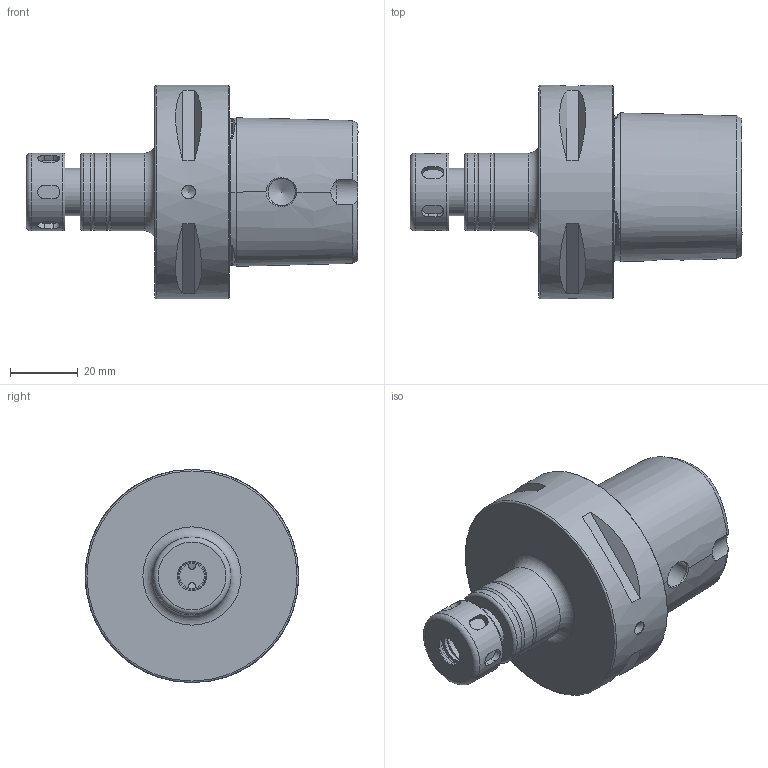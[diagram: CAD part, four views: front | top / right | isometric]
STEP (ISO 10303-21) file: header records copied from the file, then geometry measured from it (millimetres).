
FILE_DESCRIPTION((''),'2;1');
FILE_NAME('670000607060-3D.stp','2021-02-01T09:27:26',('nttooll'),(''),'Autodesk Inventor 2012','Autodesk Inventor 2012','');
FILE_SCHEMA(('AUTOMOTIVE_DESIGN { 1 0 10303 214 1 1 1 1 }'));
Length unit declared in the file: millimetre
Products named in the file (1): 670000607060-3D
Bounding box: 98 x 63 x 63 mm (x, y, z)
Volume: 107268.1 mm3; surface area: 25609.4 mm2
Topology: 1 solids, 2 shells, 142 faces, 305 edges, 193 vertices
Faces by surface type: plane 53, cylinder 42, cone 24, bspline 12, torus 11
Full cylindrical faces by diameter (mm): 2 x2, 4 x1, 7.3 x1, 8.1 x3, 8.5 x1, 8.79 x1, 9.7 x1, 12.1 x1, 14 x3, 17 x1, 20 x2, 21 x1, 23 x4, 28 x2, 32 x1, 63 x1
Entity records: 7483 total; most frequent: CARTESIAN_POINT 4677, DIRECTION 536, ORIENTED_EDGE 474, EDGE_CURVE 237, AXIS2_PLACEMENT_3D 230, EDGE_LOOP 228, VERTEX_POINT 181, FACE_OUTER_BOUND 140
